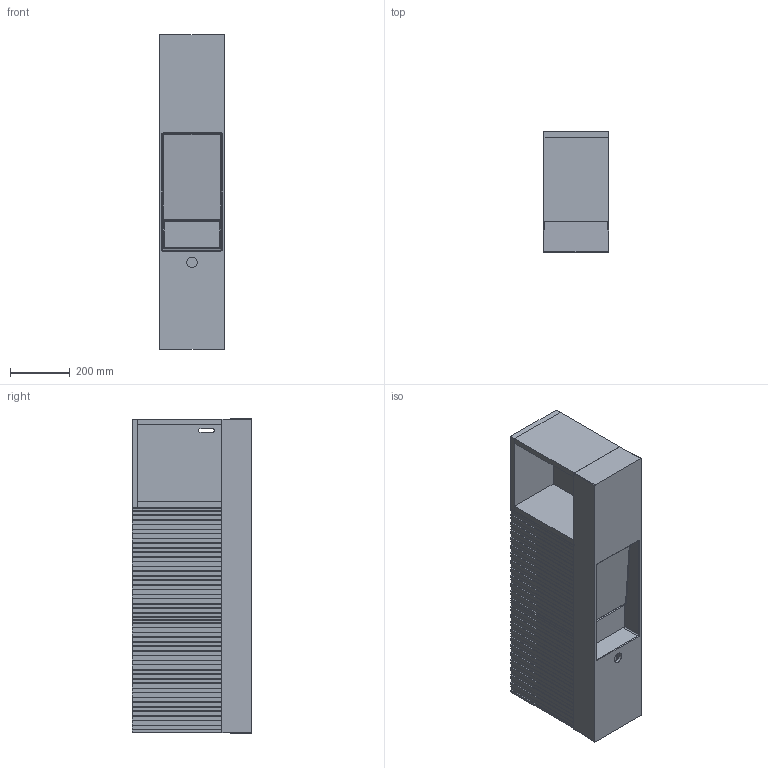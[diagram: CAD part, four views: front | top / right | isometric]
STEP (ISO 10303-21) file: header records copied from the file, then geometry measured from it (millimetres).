
FILE_DESCRIPTION(/* description */ (''),/* implementation_level */ '2;1');
FILE_NAME(/* name */ 'Toni_1050+тумба.stp',/* time_stamp */ '2025-08-19T09:13:56+03:00',/* author */ ('ya'),/* organization */ (''),/* preprocessor_version */ 'ST-DEVELOPER v18.1',/* originating_system */ 'Autodesk Inventor 2022',/* authorisation */ '');
FILE_SCHEMA (('AUTOMOTIVE_DESIGN { 1 0 10303 214 3 1 1 }'));
Length unit declared in the file: millimetre
Products named in the file (3): Сборка1; Toni 1050L; toni_1050
Assembly tree (2 placements, depth 2):
  Сборка1
    Toni 1050L
    toni_1050
Bounding box: 220 x 400 x 1050 mm (x, y, z)
Volume: 19206274.4 mm3; surface area: 2709054.5 mm2
Topology: 9 solids, 9 shells, 287 faces, 739 edges, 474 vertices
Faces by surface type: plane 178, cylinder 50, bspline 48, cone 6, torus 3, sphere 2
Full cylindrical faces by diameter (mm): 10 x4, 35 x1, 45 x1
Entity records: 23603 total; most frequent: CARTESIAN_POINT 16756, ORIENTED_EDGE 1474, DIRECTION 1258, EDGE_CURVE 737, LINE 520, VECTOR 520, VERTEX_POINT 474, AXIS2_PLACEMENT_3D 369
